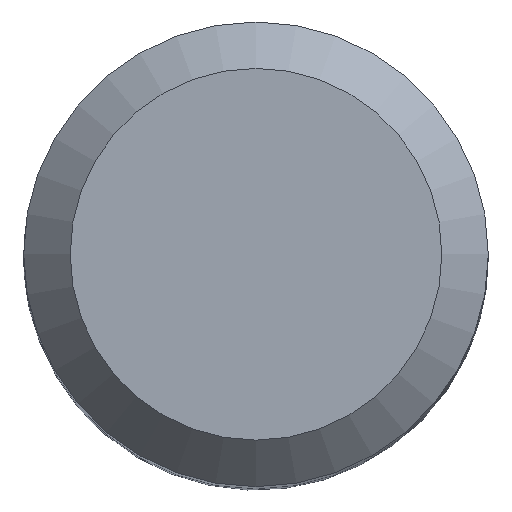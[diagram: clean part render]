
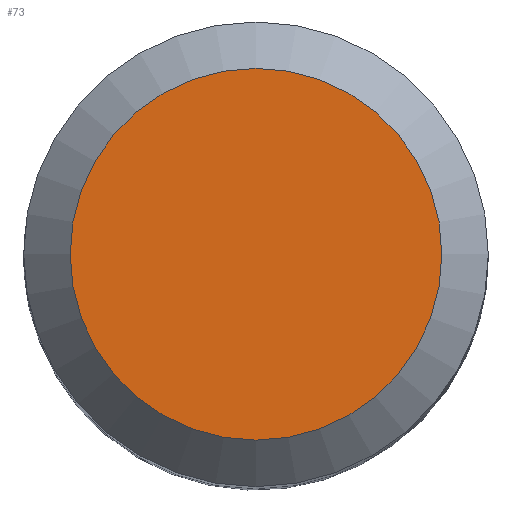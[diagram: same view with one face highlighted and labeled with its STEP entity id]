
A CAD part, top view. The second image highlights one B-rep face of the part: STEP entity #73.
In plain terms, the highlighted planar face has unit normal (0, 0, 1).
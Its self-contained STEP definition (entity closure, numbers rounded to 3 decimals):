
#60=PLANE('',#188);
#65=FACE_OUTER_BOUND('',#101,.T.);
#73=ADVANCED_FACE('',(#65),#60,.T.);
#101=EDGE_LOOP('',(#117));
#117=ORIENTED_EDGE('',*,*,#140,.T.);
#132=VERTEX_POINT('',#259);
#140=EDGE_CURVE('',#132,#132,#148,.T.);
#148=CIRCLE('',#187,7.2);
#187=AXIS2_PLACEMENT_3D('',#258,#221,#222);
#188=AXIS2_PLACEMENT_3D('',#260,#223,#224);
#221=DIRECTION('',(0.,0.,1.));
#222=DIRECTION('',(0.,-1.,0.));
#223=DIRECTION('',(0.,0.,1.));
#224=DIRECTION('',(0.,1.,0.));
#258=CARTESIAN_POINT('',(0.,0.,48.));
#259=CARTESIAN_POINT('',(0.,-7.2,48.));
#260=CARTESIAN_POINT('',(0.,0.,48.));
